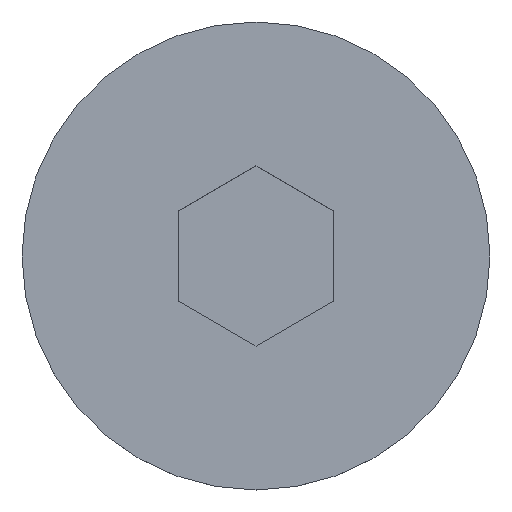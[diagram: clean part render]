
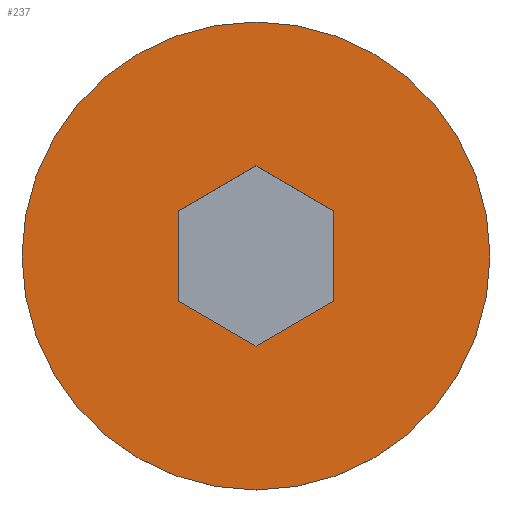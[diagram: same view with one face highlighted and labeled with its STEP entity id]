
A CAD part, top view. The second image highlights one B-rep face of the part: STEP entity #237.
In plain terms, the highlighted planar face has unit normal (0, 0, 1).
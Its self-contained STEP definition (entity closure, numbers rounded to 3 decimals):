
#1 = CARTESIAN_POINT ( 'NONE',  ( 0., 2.309, 0. ) ) ;
#5 = VECTOR ( 'NONE', #290, 1000. ) ;
#10 = VERTEX_POINT ( 'NONE', #197 ) ;
#12 = DIRECTION ( 'NONE',  ( -0.866, 0.5, 0. ) ) ;
#29 = CARTESIAN_POINT ( 'NONE',  ( -2., 1.155, 0. ) ) ;
#30 = VERTEX_POINT ( 'NONE', #389 ) ;
#38 = VECTOR ( 'NONE', #77, 1000. ) ;
#49 = DIRECTION ( 'NONE',  ( 1., 0., 0. ) ) ;
#52 = ORIENTED_EDGE ( 'NONE', *, *, #328, .F. ) ;
#53 = AXIS2_PLACEMENT_3D ( 'NONE', #218, #58, #344 ) ;
#58 = DIRECTION ( 'NONE',  ( 0., 0., -1. ) ) ;
#66 = VERTEX_POINT ( 'NONE', #161 ) ;
#76 = CARTESIAN_POINT ( 'NONE',  ( -6., 0., 0. ) ) ;
#77 = DIRECTION ( 'NONE',  ( 0.866, -0.5, 0. ) ) ;
#86 = VECTOR ( 'NONE', #471, 1000. ) ;
#88 = PLANE ( 'NONE',  #453 ) ;
#91 = ORIENTED_EDGE ( 'NONE', *, *, #102, .T. ) ;
#102 = EDGE_CURVE ( 'NONE', #66, #220, #215, .T. ) ;
#118 = DIRECTION ( 'NONE',  ( 0.866, 0.5, 0. ) ) ;
#123 = CARTESIAN_POINT ( 'NONE',  ( 2., -1.155, 0. ) ) ;
#129 = EDGE_CURVE ( 'NONE', #267, #254, #253, .T. ) ;
#134 = CIRCLE ( 'NONE', #169, 6. ) ;
#140 = CARTESIAN_POINT ( 'NONE',  ( 0., 0., 0. ) ) ;
#148 = DIRECTION ( 'NONE',  ( 1., 0., 0. ) ) ;
#154 = EDGE_CURVE ( 'NONE', #30, #10, #350, .T. ) ;
#159 = FACE_OUTER_BOUND ( 'NONE', #177, .T. ) ;
#161 = CARTESIAN_POINT ( 'NONE',  ( 2., -1.155, 0. ) ) ;
#168 = VERTEX_POINT ( 'NONE', #76 ) ;
#169 = AXIS2_PLACEMENT_3D ( 'NONE', #140, #225, #148 ) ;
#172 = CARTESIAN_POINT ( 'NONE',  ( -2., 0., 0. ) ) ;
#174 = LINE ( 'NONE', #29, #185 ) ;
#177 = EDGE_LOOP ( 'NONE', ( #52, #410 ) ) ;
#178 = DIRECTION ( 'NONE',  ( 0., 0., 1. ) ) ;
#181 = VECTOR ( 'NONE', #12, 1000. ) ;
#184 = EDGE_LOOP ( 'NONE', ( #454, #91, #327, #227, #381, #437 ) ) ;
#185 = VECTOR ( 'NONE', #118, 1000. ) ;
#189 = CARTESIAN_POINT ( 'NONE',  ( 2., 0., 0. ) ) ;
#197 = CARTESIAN_POINT ( 'NONE',  ( -2., 1.155, 0. ) ) ;
#215 = LINE ( 'NONE', #123, #86 ) ;
#218 = CARTESIAN_POINT ( 'NONE',  ( 0., 0., 0. ) ) ;
#220 = VERTEX_POINT ( 'NONE', #255 ) ;
#221 = LINE ( 'NONE', #189, #430 ) ;
#225 = DIRECTION ( 'NONE',  ( 0., 0., -1. ) ) ;
#227 = ORIENTED_EDGE ( 'NONE', *, *, #154, .T. ) ;
#237 = ADVANCED_FACE ( 'NONE', ( #384, #159 ), #88, .T. ) ;
#253 = LINE ( 'NONE', #1, #38 ) ;
#254 = VERTEX_POINT ( 'NONE', #372 ) ;
#255 = CARTESIAN_POINT ( 'NONE',  ( 0., -2.309, 0. ) ) ;
#258 = EDGE_CURVE ( 'NONE', #220, #30, #278, .T. ) ;
#265 = CARTESIAN_POINT ( 'NONE',  ( 6., 0., 0. ) ) ;
#267 = VERTEX_POINT ( 'NONE', #443 ) ;
#278 = LINE ( 'NONE', #405, #181 ) ;
#290 = DIRECTION ( 'NONE',  ( 0., 1., 0. ) ) ;
#299 = EDGE_CURVE ( 'NONE', #168, #313, #407, .T. ) ;
#313 = VERTEX_POINT ( 'NONE', #265 ) ;
#327 = ORIENTED_EDGE ( 'NONE', *, *, #258, .T. ) ;
#328 = EDGE_CURVE ( 'NONE', #313, #168, #134, .T. ) ;
#339 = CARTESIAN_POINT ( 'NONE',  ( 3., 0., 0. ) ) ;
#344 = DIRECTION ( 'NONE',  ( 1., 0., 0. ) ) ;
#350 = LINE ( 'NONE', #172, #5 ) ;
#361 = EDGE_CURVE ( 'NONE', #254, #66, #221, .T. ) ;
#372 = CARTESIAN_POINT ( 'NONE',  ( 2., 1.155, 0. ) ) ;
#381 = ORIENTED_EDGE ( 'NONE', *, *, #463, .T. ) ;
#384 = FACE_BOUND ( 'NONE', #184, .T. ) ;
#389 = CARTESIAN_POINT ( 'NONE',  ( -2., -1.155, 0. ) ) ;
#405 = CARTESIAN_POINT ( 'NONE',  ( 0., -2.309, 0. ) ) ;
#407 = CIRCLE ( 'NONE', #53, 6. ) ;
#410 = ORIENTED_EDGE ( 'NONE', *, *, #299, .F. ) ;
#430 = VECTOR ( 'NONE', #489, 1000. ) ;
#437 = ORIENTED_EDGE ( 'NONE', *, *, #129, .T. ) ;
#443 = CARTESIAN_POINT ( 'NONE',  ( 0., 2.309, 0. ) ) ;
#453 = AXIS2_PLACEMENT_3D ( 'NONE', #339, #178, #49 ) ;
#454 = ORIENTED_EDGE ( 'NONE', *, *, #361, .T. ) ;
#463 = EDGE_CURVE ( 'NONE', #10, #267, #174, .T. ) ;
#471 = DIRECTION ( 'NONE',  ( -0.866, -0.5, 0. ) ) ;
#489 = DIRECTION ( 'NONE',  ( 0., -1., 0. ) ) ;
